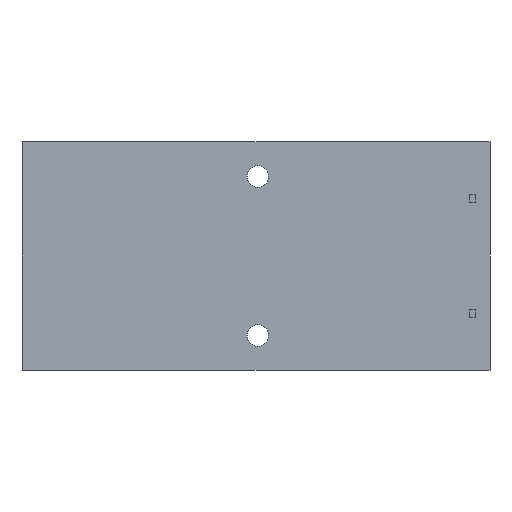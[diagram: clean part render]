
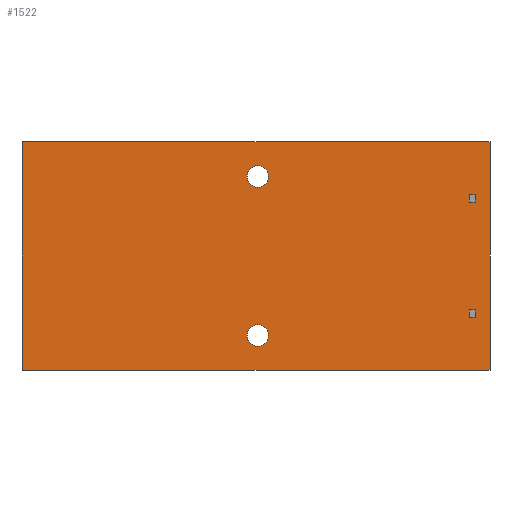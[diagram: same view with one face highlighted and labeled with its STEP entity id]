
A CAD part, front view. The second image highlights one B-rep face of the part: STEP entity #1522.
In plain terms, the highlighted planar face has unit normal (0, -1, 0).
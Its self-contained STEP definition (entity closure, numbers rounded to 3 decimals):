
#131 = EDGE_CURVE ( 'NONE', #11303, #6890, #264, .T. ) ;
#197 = EDGE_CURVE ( 'NONE', #9788, #2318, #6995, .T. ) ;
#264 = LINE ( 'NONE', #7492, #11710 ) ;
#440 = CARTESIAN_POINT ( 'NONE',  ( 24.17, 11.94, -5.945 ) ) ;
#458 = VECTOR ( 'NONE', #6006, 1000. ) ;
#511 = LINE ( 'NONE', #1695, #659 ) ;
#562 = CARTESIAN_POINT ( 'NONE',  ( 23.53, 11.94, 6.755 ) ) ;
#594 = VERTEX_POINT ( 'NONE', #7748 ) ;
#659 = VECTOR ( 'NONE', #7189, 1000. ) ;
#698 = CARTESIAN_POINT ( 'NONE',  ( 0.2, 11.94, -8.765 ) ) ;
#732 = CARTESIAN_POINT ( 'NONE',  ( 24.17, 11.94, 5.945 ) ) ;
#759 = ORIENTED_EDGE ( 'NONE', *, *, #9621, .F. ) ;
#763 = VECTOR ( 'NONE', #10781, 1000. ) ;
#764 = VERTEX_POINT ( 'NONE', #4887 ) ;
#812 = DIRECTION ( 'NONE',  ( 0., 1., 0. ) ) ;
#873 = DIRECTION ( 'NONE',  ( 0., 0., 1. ) ) ;
#1075 = VECTOR ( 'NONE', #3296, 1000. ) ;
#1151 = EDGE_CURVE ( 'NONE', #2318, #9788, #11982, .T. ) ;
#1522 = ADVANCED_FACE ( 'NONE', ( #2232, #6907, #6774, #11464, #1950 ), #8013, .F. ) ;
#1607 = VECTOR ( 'NONE', #8730, 1000. ) ;
#1633 = DIRECTION ( 'NONE',  ( 0., 1., 0. ) ) ;
#1635 = CIRCLE ( 'NONE', #9627, 1.18 ) ;
#1695 = CARTESIAN_POINT ( 'NONE',  ( 25.8, 11.94, 12.6 ) ) ;
#1950 = FACE_OUTER_BOUND ( 'NONE', #12100, .T. ) ;
#2173 = EDGE_CURVE ( 'NONE', #7609, #9655, #10316, .T. ) ;
#2232 = FACE_BOUND ( 'NONE', #2632, .T. ) ;
#2318 = VERTEX_POINT ( 'NONE', #3749 ) ;
#2400 = DIRECTION ( 'NONE',  ( 0., 1., 0. ) ) ;
#2498 = LINE ( 'NONE', #7903, #1075 ) ;
#2597 = ORIENTED_EDGE ( 'NONE', *, *, #3416, .F. ) ;
#2632 = EDGE_LOOP ( 'NONE', ( #2793, #3761, #7919, #759 ) ) ;
#2651 = EDGE_LOOP ( 'NONE', ( #8041, #4270, #9839, #2597 ) ) ;
#2712 = EDGE_CURVE ( 'NONE', #6891, #11683, #2498, .T. ) ;
#2793 = ORIENTED_EDGE ( 'NONE', *, *, #4971, .F. ) ;
#2862 = DIRECTION ( 'NONE',  ( -1., 0., 0. ) ) ;
#2917 = CARTESIAN_POINT ( 'NONE',  ( 23.53, 11.94, -5.945 ) ) ;
#3037 = ORIENTED_EDGE ( 'NONE', *, *, #1151, .T. ) ;
#3109 = ORIENTED_EDGE ( 'NONE', *, *, #2173, .T. ) ;
#3232 = ORIENTED_EDGE ( 'NONE', *, *, #197, .T. ) ;
#3296 = DIRECTION ( 'NONE',  ( -1., 0., 0. ) ) ;
#3361 = EDGE_CURVE ( 'NONE', #11389, #594, #10867, .T. ) ;
#3416 = EDGE_CURVE ( 'NONE', #6814, #9473, #4844, .T. ) ;
#3466 = CARTESIAN_POINT ( 'NONE',  ( -25.8, 11.94, 12.6 ) ) ;
#3482 = EDGE_CURVE ( 'NONE', #9655, #7609, #1635, .T. ) ;
#3628 = CARTESIAN_POINT ( 'NONE',  ( 0.2, 11.94, -8.765 ) ) ;
#3651 = VECTOR ( 'NONE', #10975, 1000. ) ;
#3681 = CARTESIAN_POINT ( 'NONE',  ( 25.8, 11.94, 12.6 ) ) ;
#3749 = CARTESIAN_POINT ( 'NONE',  ( 0.2, 11.94, 9.945 ) ) ;
#3761 = ORIENTED_EDGE ( 'NONE', *, *, #5521, .F. ) ;
#3821 = VERTEX_POINT ( 'NONE', #732 ) ;
#3823 = EDGE_CURVE ( 'NONE', #5178, #6814, #7161, .T. ) ;
#3839 = CARTESIAN_POINT ( 'NONE',  ( 0.2, 11.94, 8.765 ) ) ;
#3988 = ORIENTED_EDGE ( 'NONE', *, *, #5514, .T. ) ;
#4091 = CARTESIAN_POINT ( 'NONE',  ( 25.8, 11.94, -12.6 ) ) ;
#4118 = EDGE_CURVE ( 'NONE', #11866, #5178, #8040, .T. ) ;
#4137 = DIRECTION ( 'NONE',  ( 0., 0., 1. ) ) ;
#4179 = EDGE_LOOP ( 'NONE', ( #3037, #3232 ) ) ;
#4227 = CARTESIAN_POINT ( 'NONE',  ( 25.8, 11.94, 12.6 ) ) ;
#4270 = ORIENTED_EDGE ( 'NONE', *, *, #4118, .F. ) ;
#4698 = ORIENTED_EDGE ( 'NONE', *, *, #3482, .T. ) ;
#4812 = CARTESIAN_POINT ( 'NONE',  ( 0.2, 11.94, 7.585 ) ) ;
#4844 = LINE ( 'NONE', #440, #458 ) ;
#4887 = CARTESIAN_POINT ( 'NONE',  ( 23.53, 11.94, 5.945 ) ) ;
#4971 = EDGE_CURVE ( 'NONE', #764, #3821, #11411, .T. ) ;
#5178 = VERTEX_POINT ( 'NONE', #7755 ) ;
#5514 = EDGE_CURVE ( 'NONE', #11683, #594, #7202, .T. ) ;
#5517 = CARTESIAN_POINT ( 'NONE',  ( 23.53, 11.94, 5.945 ) ) ;
#5520 = AXIS2_PLACEMENT_3D ( 'NONE', #3839, #11324, #5588 ) ;
#5521 = EDGE_CURVE ( 'NONE', #6890, #764, #7059, .T. ) ;
#5545 = DIRECTION ( 'NONE',  ( 1., 0., 0. ) ) ;
#5588 = DIRECTION ( 'NONE',  ( 0., 0., 1. ) ) ;
#5772 = ORIENTED_EDGE ( 'NONE', *, *, #3361, .F. ) ;
#6006 = DIRECTION ( 'NONE',  ( 0., 0., 1. ) ) ;
#6330 = CARTESIAN_POINT ( 'NONE',  ( 24.17, 11.94, -6.755 ) ) ;
#6362 = CARTESIAN_POINT ( 'NONE',  ( 23.53, 11.94, -6.755 ) ) ;
#6774 = FACE_BOUND ( 'NONE', #9267, .T. ) ;
#6814 = VERTEX_POINT ( 'NONE', #6330 ) ;
#6890 = VERTEX_POINT ( 'NONE', #8208 ) ;
#6891 = VERTEX_POINT ( 'NONE', #3681 ) ;
#6907 = FACE_BOUND ( 'NONE', #2651, .T. ) ;
#6995 = CIRCLE ( 'NONE', #5520, 1.18 ) ;
#7002 = CARTESIAN_POINT ( 'NONE',  ( 25.8, 11.94, -12.6 ) ) ;
#7029 = EDGE_CURVE ( 'NONE', #6891, #11389, #511, .T. ) ;
#7059 = LINE ( 'NONE', #562, #8841 ) ;
#7161 = LINE ( 'NONE', #6362, #9811 ) ;
#7189 = DIRECTION ( 'NONE',  ( 0., 0., -1. ) ) ;
#7202 = LINE ( 'NONE', #3466, #9568 ) ;
#7232 = AXIS2_PLACEMENT_3D ( 'NONE', #3628, #10137, #8280 ) ;
#7314 = AXIS2_PLACEMENT_3D ( 'NONE', #10177, #812, #8281 ) ;
#7492 = CARTESIAN_POINT ( 'NONE',  ( 23.53, 11.94, 6.755 ) ) ;
#7609 = VERTEX_POINT ( 'NONE', #10228 ) ;
#7748 = CARTESIAN_POINT ( 'NONE',  ( -25.8, 11.94, -12.6 ) ) ;
#7755 = CARTESIAN_POINT ( 'NONE',  ( 23.53, 11.94, -6.755 ) ) ;
#7864 = CARTESIAN_POINT ( 'NONE',  ( 23.53, 11.94, -5.945 ) ) ;
#7903 = CARTESIAN_POINT ( 'NONE',  ( 25.8, 11.94, 12.6 ) ) ;
#7919 = ORIENTED_EDGE ( 'NONE', *, *, #131, .F. ) ;
#8013 = PLANE ( 'NONE',  #10659 ) ;
#8040 = LINE ( 'NONE', #7864, #1607 ) ;
#8041 = ORIENTED_EDGE ( 'NONE', *, *, #3823, .F. ) ;
#8208 = CARTESIAN_POINT ( 'NONE',  ( 23.53, 11.94, 6.755 ) ) ;
#8236 = LINE ( 'NONE', #9356, #11916 ) ;
#8280 = DIRECTION ( 'NONE',  ( 0., 0., 1. ) ) ;
#8281 = DIRECTION ( 'NONE',  ( 0., 0., 1. ) ) ;
#8365 = EDGE_CURVE ( 'NONE', #9473, #11866, #8236, .T. ) ;
#8584 = ORIENTED_EDGE ( 'NONE', *, *, #7029, .F. ) ;
#8730 = DIRECTION ( 'NONE',  ( 0., 0., -1. ) ) ;
#8841 = VECTOR ( 'NONE', #9056, 1000. ) ;
#8962 = DIRECTION ( 'NONE',  ( 0., 0., 1. ) ) ;
#9015 = CARTESIAN_POINT ( 'NONE',  ( 24.17, 11.94, 6.755 ) ) ;
#9056 = DIRECTION ( 'NONE',  ( 0., 0., -1. ) ) ;
#9145 = CARTESIAN_POINT ( 'NONE',  ( 24.17, 11.94, 6.755 ) ) ;
#9192 = VECTOR ( 'NONE', #873, 1000. ) ;
#9267 = EDGE_LOOP ( 'NONE', ( #3109, #4698 ) ) ;
#9356 = CARTESIAN_POINT ( 'NONE',  ( 23.53, 11.94, -5.945 ) ) ;
#9473 = VERTEX_POINT ( 'NONE', #11015 ) ;
#9568 = VECTOR ( 'NONE', #10146, 1000. ) ;
#9621 = EDGE_CURVE ( 'NONE', #3821, #11303, #10699, .T. ) ;
#9627 = AXIS2_PLACEMENT_3D ( 'NONE', #698, #1633, #4137 ) ;
#9655 = VERTEX_POINT ( 'NONE', #12048 ) ;
#9788 = VERTEX_POINT ( 'NONE', #4812 ) ;
#9811 = VECTOR ( 'NONE', #5545, 1000. ) ;
#9839 = ORIENTED_EDGE ( 'NONE', *, *, #8365, .F. ) ;
#10137 = DIRECTION ( 'NONE',  ( 0., 1., 0. ) ) ;
#10146 = DIRECTION ( 'NONE',  ( 0., 0., -1. ) ) ;
#10177 = CARTESIAN_POINT ( 'NONE',  ( 0.2, 11.94, 8.765 ) ) ;
#10228 = CARTESIAN_POINT ( 'NONE',  ( 0.2, 11.94, -7.585 ) ) ;
#10316 = CIRCLE ( 'NONE', #7232, 1.18 ) ;
#10347 = DIRECTION ( 'NONE',  ( -1., 0., 0. ) ) ;
#10659 = AXIS2_PLACEMENT_3D ( 'NONE', #4227, #2400, #8962 ) ;
#10699 = LINE ( 'NONE', #9145, #9192 ) ;
#10781 = DIRECTION ( 'NONE',  ( -1., 0., 0. ) ) ;
#10867 = LINE ( 'NONE', #4091, #763 ) ;
#10975 = DIRECTION ( 'NONE',  ( 1., 0., 0. ) ) ;
#11015 = CARTESIAN_POINT ( 'NONE',  ( 24.17, 11.94, -5.945 ) ) ;
#11191 = CARTESIAN_POINT ( 'NONE',  ( -25.8, 11.94, 12.6 ) ) ;
#11303 = VERTEX_POINT ( 'NONE', #9015 ) ;
#11324 = DIRECTION ( 'NONE',  ( 0., 1., 0. ) ) ;
#11389 = VERTEX_POINT ( 'NONE', #7002 ) ;
#11411 = LINE ( 'NONE', #5517, #3651 ) ;
#11464 = FACE_BOUND ( 'NONE', #4179, .T. ) ;
#11683 = VERTEX_POINT ( 'NONE', #11191 ) ;
#11710 = VECTOR ( 'NONE', #10347, 1000. ) ;
#11866 = VERTEX_POINT ( 'NONE', #2917 ) ;
#11916 = VECTOR ( 'NONE', #2862, 1000. ) ;
#11946 = ORIENTED_EDGE ( 'NONE', *, *, #2712, .T. ) ;
#11982 = CIRCLE ( 'NONE', #7314, 1.18 ) ;
#12048 = CARTESIAN_POINT ( 'NONE',  ( 0.2, 11.94, -9.945 ) ) ;
#12100 = EDGE_LOOP ( 'NONE', ( #3988, #5772, #8584, #11946 ) ) ;
